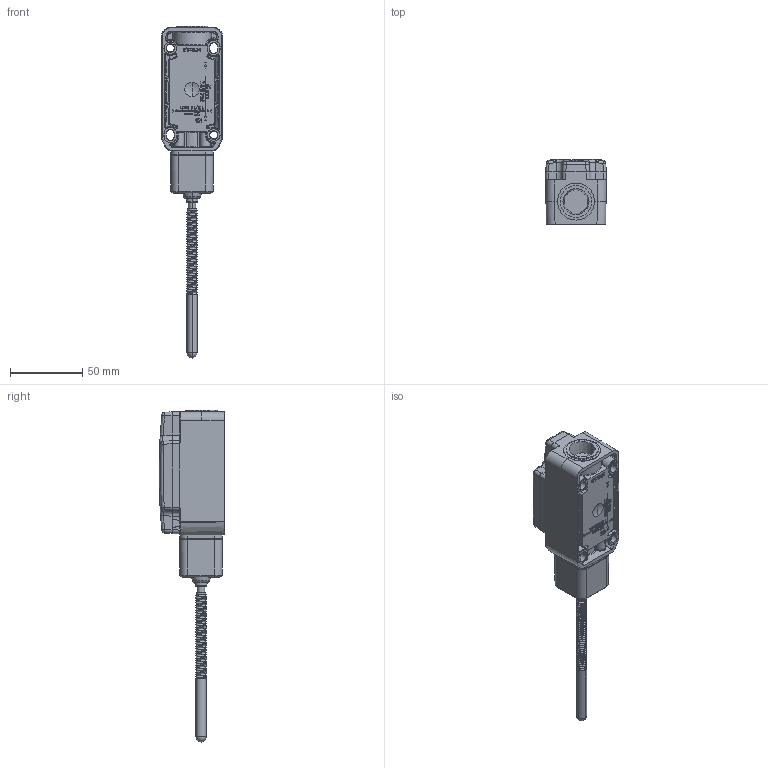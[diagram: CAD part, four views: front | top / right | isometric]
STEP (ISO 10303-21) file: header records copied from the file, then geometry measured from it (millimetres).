
FILE_DESCRIPTION((''),'2;1');
FILE_NAME('1349815_SW0001','2016-09-19T',('sharbsmeier'),('.steute Schaltgeräte GmbH, Löhne'),'PRO/ENGINEER BY PARAMETRIC TECHNOLOGY CORPORATION, 2015070','PRO/ENGINEER BY PARAMETRIC TECHNOLOGY CORPORATION, 2015070','');
FILE_SCHEMA(('CONFIG_CONTROL_DESIGN'));
Products named in the file (1): 1349815_SW0001
Bounding box: 42 x 45.47 x 229.3 mm (x, y, z)
Surface area: 40607.6 mm2 (no closed solid volume)
Topology: 0 solids, 63 shells, 851 faces, 3759 edges, 2875 vertices
Faces by surface type: plane 294, cylinder 256, bspline 142, cone 70, torus 58, sphere 31
Entity records: 56363 total; most frequent: CARTESIAN_POINT 29449, ORIENTED_EDGE 5485, DIRECTION 4512, EDGE_CURVE 3751, VERTEX_POINT 2875, VECTOR 1524, LINE 1524, AXIS2_PLACEMENT_3D 1494
